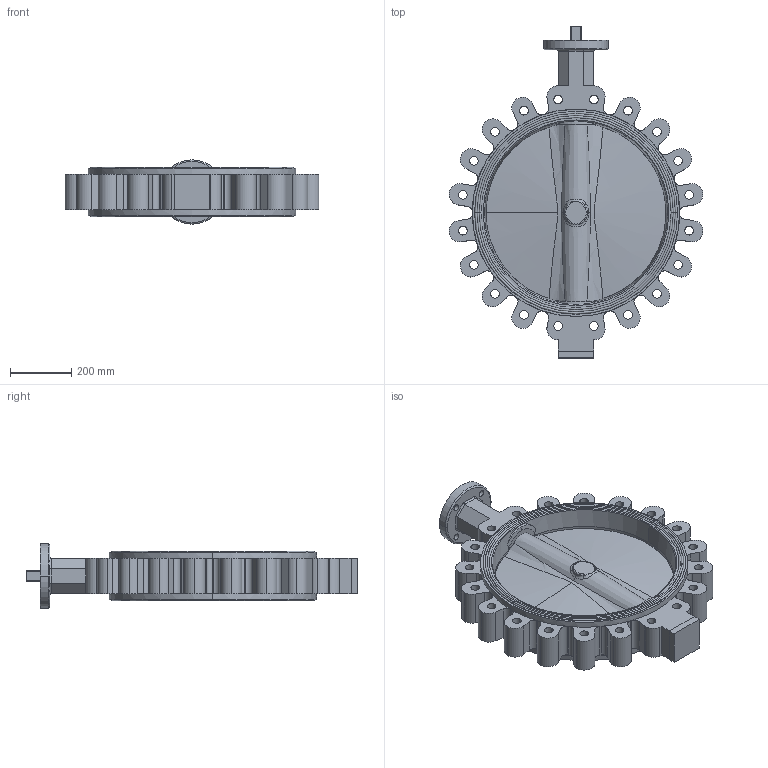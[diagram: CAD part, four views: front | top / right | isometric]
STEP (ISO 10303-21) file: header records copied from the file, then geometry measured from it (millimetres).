
FILE_DESCRIPTION (( 'STEP AP214' ), '1' );
FILE_NAME ('NS-2400-LUG.step', '2019-03-07T21:02:05', ( '' ), ( '' ), 'SwSTEP 2.0', 'SolidWorks 2019', '' );
FILE_SCHEMA (( 'AUTOMOTIVE_DESIGN' ));
Length unit declared in the file: inch
Products named in the file (1): NS-2400-LUG
Bounding box: 830.51 x 1085.59 x 210 mm (x, y, z)
Surface area: 2263393.5 mm2 (no closed solid volume)
Topology: 0 solids, 10 shells, 339 faces, 946 edges, 635 vertices
Faces by surface type: cylinder 162, plane 114, torus 25, cone 22, bspline 16
Entity records: 22168 total; most frequent: CARTESIAN_POINT 8821, DIRECTION 1945, ORIENTED_EDGE 1768, EDGE_CURVE 946, AXIS2_PLACEMENT_3D 785, VERTEX_POINT 635, CIRCLE 461, EDGE_LOOP 425
